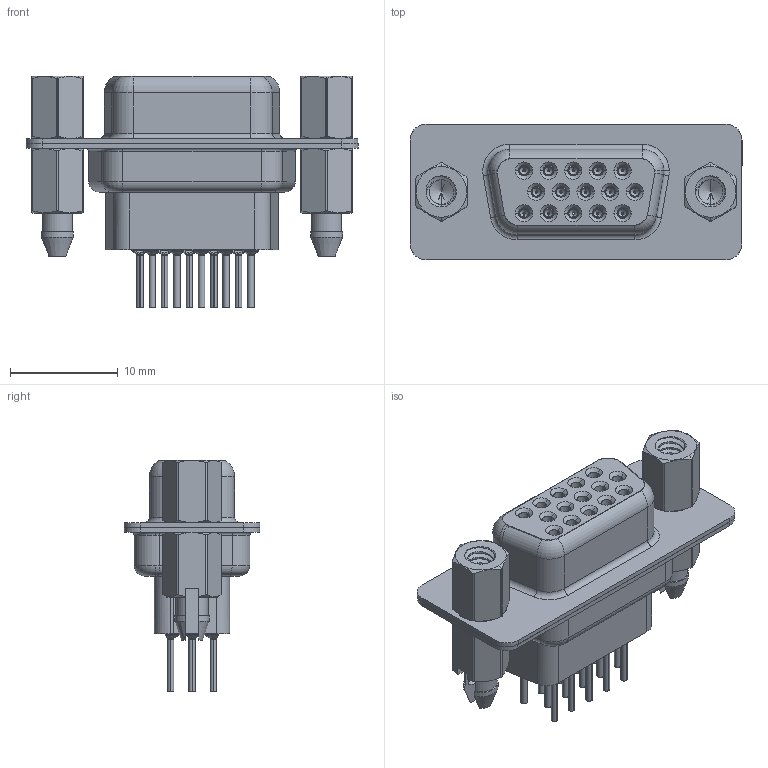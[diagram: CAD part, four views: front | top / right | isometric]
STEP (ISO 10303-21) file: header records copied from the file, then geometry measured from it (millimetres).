
FILE_DESCRIPTION (( 'STEP AP203' ), '1' );
FILE_NAME ('638-015-231-057.STEP', '2019-05-14T18:30:05', ( '' ), ( '' ), 'SwSTEP 2.0', 'SolidWorks 2016', '' );
FILE_SCHEMA (( 'CONFIG_CONTROL_DESIGN' ));
Length unit declared in the file: millimetre
Products named in the file (9): 638 4-40 Threaded Boardlock_LP; 638-015-231-057; 638 Housing_15 Contacts HP; 638 Shell Front_15 Contacts; 638 Shell Rear_15 Contacts; 638 Contact Row 1_31H; 638 Contact Row 3_31H; 638 Contact Row 2_31H; 638 4-40 Hex Standoff
Assembly tree (22 placements, depth 2):
  638-015-231-057
    638 Housing_15 Contacts HP
    638 Shell Front_15 Contacts
    638 Shell Rear_15 Contacts
    638 Contact Row 1_31H  x5
    638 Contact Row 2_31H  x5
    638 Contact Row 3_31H  x5
    638 4-40 Hex Standoff  x2
    638 4-40 Threaded Boardlock_LP  x2
Bounding box: 30.81 x 12.6 x 21.5 mm (x, y, z)
Volume: 2208.4 mm3; surface area: 7299.3 mm2
Topology: 22 solids, 22 shells, 2324 faces, 6005 edges, 3764 vertices
Faces by surface type: cylinder 736, plane 586, torus 417, bspline 318, cone 267
Entity records: 34098 total; most frequent: CARTESIAN_POINT 12439, ORIENTED_EDGE 4346, DIRECTION 4238, EDGE_CURVE 2173, AXIS2_PLACEMENT_3D 1740, VERTEX_POINT 1373, EDGE_LOOP 970, CIRCLE 913
